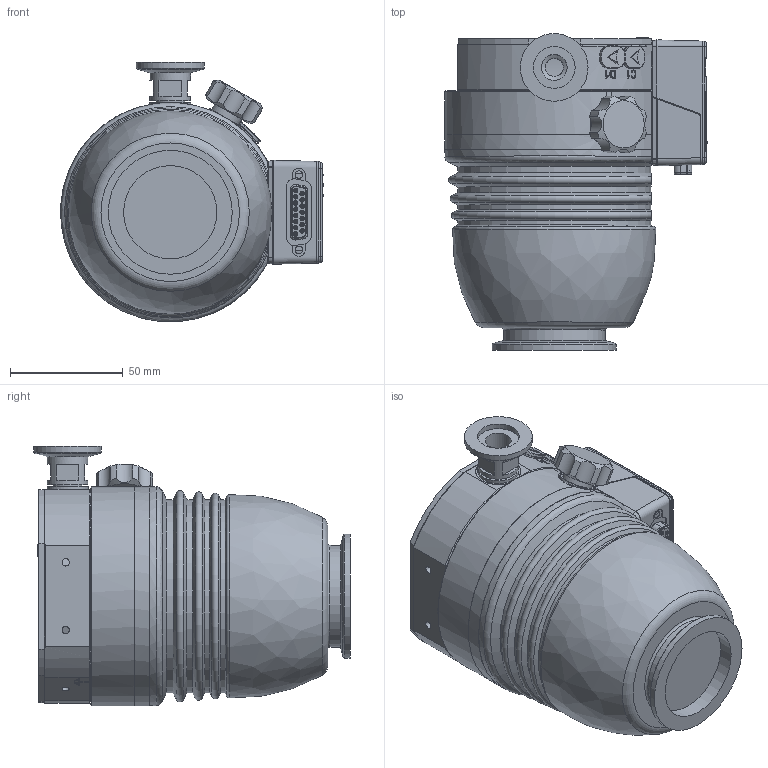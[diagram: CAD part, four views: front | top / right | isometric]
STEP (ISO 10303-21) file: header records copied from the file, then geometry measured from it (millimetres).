
FILE_DESCRIPTION(/* description */ (''),/* implementation_level */ '2;1');
FILE_NAME(/* name */ 'PM902882 2021-07-13.stp',/* time_stamp */ '2021-07-13T12:57:19+02:00',/* author */ ('Mahler'),/* organization */ (''),/* preprocessor_version */ 'ST-DEVELOPER v18.1',/* originating_system */ 'Autodesk Inventor 2021',/* authorisation */ '');
FILE_SCHEMA (('CONFIG_CONTROL_DESIGN'));
Products named in the file (1): PM 902 882
Bounding box: 116.42 x 140.2 x 114.86 mm (x, y, z)
Volume: 884868 mm3; surface area: 77728.1 mm2
Topology: 1 solids, 11 shells, 1643 faces, 4045 edges, 2536 vertices
Faces by surface type: cylinder 577, plane 470, bspline 201, torus 198, cone 186, sphere 11
Full cylindrical faces by diameter (mm): 0.5 x1, 1.15 x15, 1.5 x1, 1.7 x15, 3 x2, 3.242 x5, 3.4 x4, 4.134 x4, 4.5 x7, 5.3 x4, 5.5 x8, 8 x1, 8.1 x1, 8.566 x1, 10 x1, 11 x1, 11.445 x1, 13 x1, 13.5 x1, 13.8 x1, 16 x1, 16.3 x1, 18 x1, 18.2 x1, 18.5 x1, 30 x1, 41.3 x1, 45 x1, 54.9 x1, 85.5 x4
Entity records: 61543 total; most frequent: CARTESIAN_POINT 21526, ORIENTED_EDGE 8050, DIRECTION 7879, EDGE_CURVE 4025, AXIS2_PLACEMENT_3D 3116, VERTEX_POINT 2536, EDGE_LOOP 1805, LINE 1647
